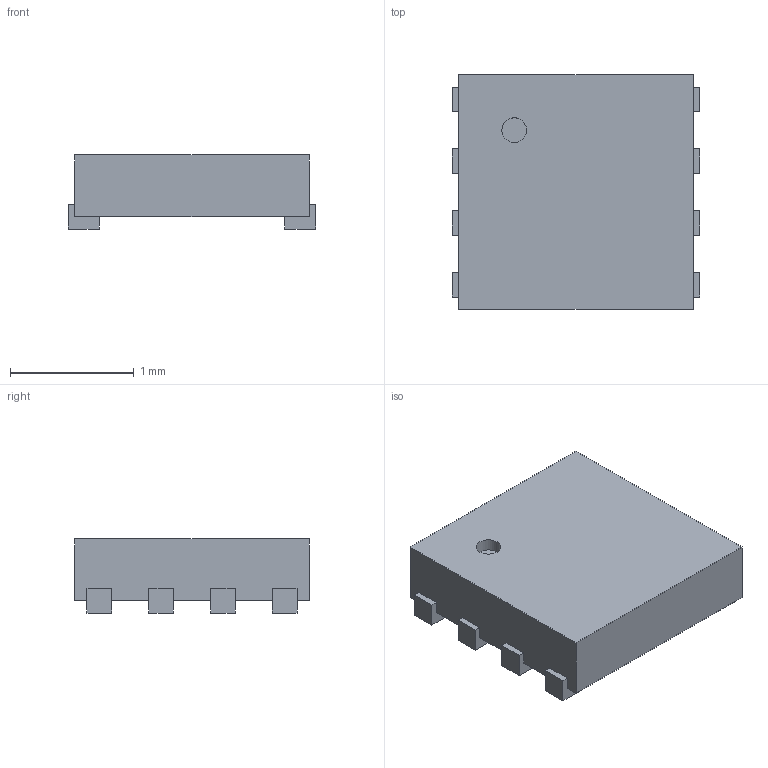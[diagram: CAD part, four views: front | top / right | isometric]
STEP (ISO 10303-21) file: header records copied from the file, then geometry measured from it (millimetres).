
FILE_DESCRIPTION(/* description */ ('model of Qorvo_DFN-8-1EP_2x2mm_P0.5mm'),/* implementation_level */ '2;1');
FILE_NAME(/* name */ 'Qorvo_DFN-8-1EP_2x2mm_P0.5mm.step',/* time_stamp */ '2018-11-02T19:02:07',/* author */ ('kicad StepUp','ksu'),/* organization */ ('FreeCAD'),/* preprocessor_version */ 'OCC',/* originating_system */ 'kicad StepUp',/* authorisation */ '');
FILE_SCHEMA(('AUTOMOTIVE_DESIGN { 1 0 10303 214 1 1 1 1 }'));
Length unit declared in the file: millimetre
Products named in the file (1): Qorvo_DFN_8_1EP_2x2mm_P05mm
Bounding box: 2 x 1.9 x 0.6 mm (x, y, z)
Volume: 1.8 mm3; surface area: 12 mm2
Topology: 1 solids, 1 shells, 56 faces, 159 edges, 106 vertices
Faces by surface type: plane 55, cylinder 1
Full cylindrical faces by diameter (mm): 0.2 x1
Entity records: 1273 total; most frequent: ORIENTED_EDGE 272, CARTESIAN_POINT 181, EDGE_CURVE 159, LINE 149, VERTEX_POINT 106, AXIS2_PLACEMENT_3D 58, FACE_BOUND 57, EDGE_LOOP 57
